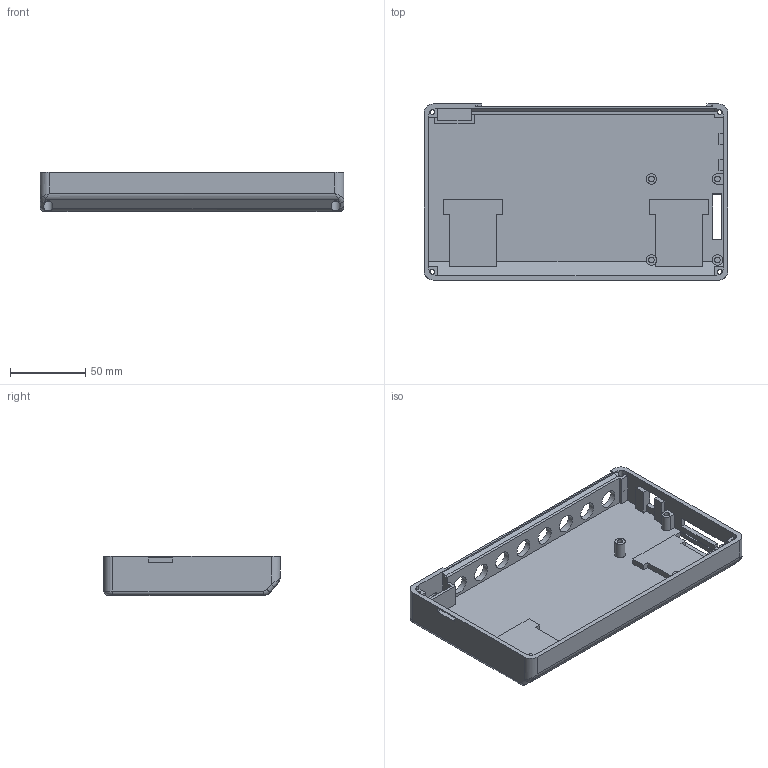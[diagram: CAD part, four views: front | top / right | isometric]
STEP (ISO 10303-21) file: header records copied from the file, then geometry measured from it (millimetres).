
FILE_DESCRIPTION(('STEP AP214'), '1');
FILE_NAME('Back_panel', '2024-08-11T17:20:03', ('Nikita'), (''), 'C3D Converter', 'C3D Toolkit', '');
FILE_SCHEMA(('AUTOMOTIVE_DESIGN { 1 0 10303 214 3 1 1}'));
Length unit declared in the file: millimetre
Bounding box: 202.5 x 117.4 x 26 mm (x, y, z)
Volume: 115060.7 mm3; surface area: 79725.5 mm2
Topology: 1 solids, 1 shells, 217 faces, 615 edges, 400 vertices
Faces by surface type: plane 138, cylinder 70, bspline 4, torus 4, cone 1
Full cylindrical faces by diameter (mm): 3.2 x6, 3.8 x4, 6.2 x4, 7 x3, 12.2 x8
Entity records: 9506 total; most frequent: CARTESIAN_POINT 2086, ORIENTED_EDGE 1172, DIRECTION 1143, EDGE_CURVE 586, VERTEX_POINT 400, LINE 393, VECTOR 393, AXIS2_PLACEMENT_3D 375
